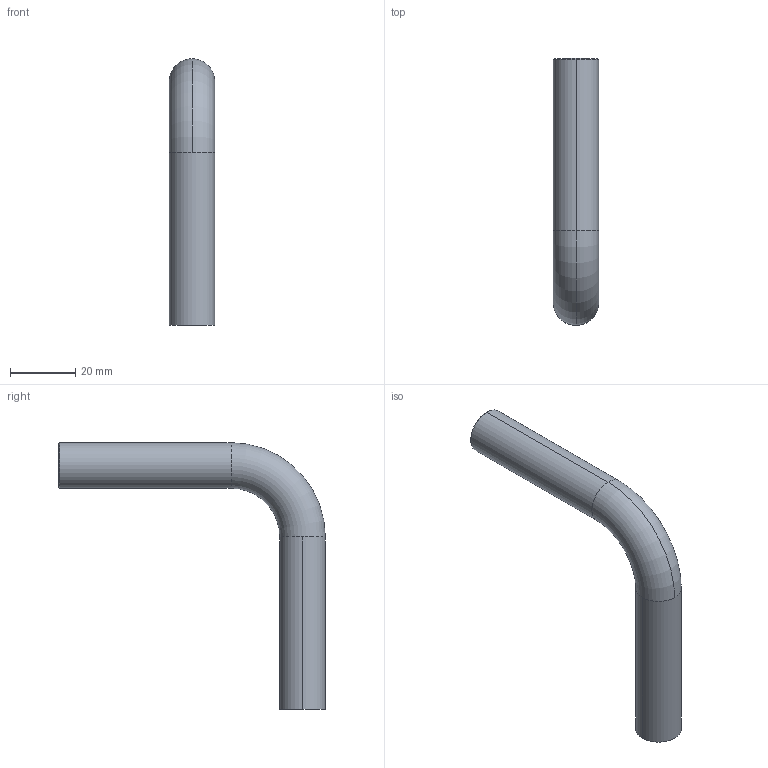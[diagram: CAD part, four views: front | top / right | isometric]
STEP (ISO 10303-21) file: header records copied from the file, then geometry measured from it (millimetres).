
FILE_DESCRIPTION (( 'STEP AP203' ), '1' );
FILE_NAME ('50248-240.STEP', '2020-09-22T14:13:10', ( '' ), ( '' ), 'SwSTEP 2.0', 'SolidWorks 2018', '' );
FILE_SCHEMA (( 'CONFIG_CONTROL_DESIGN' ));
Length unit declared in the file: millimetre
Products named in the file (2): 50248-240
Bounding box: 14 x 82 x 82 mm (x, y, z)
Volume: 20799.7 mm3; surface area: 6950.9 mm2
Topology: 1 solids, 1 shells, 247 faces, 649 edges, 429 vertices
Faces by surface type: plane 130, bspline 103, cone 6, cylinder 6, torus 2
Entity records: 13486 total; most frequent: CARTESIAN_POINT 7932, ORIENTED_EDGE 1294, DIRECTION 753, EDGE_CURVE 647, VERTEX_POINT 429, VECTOR 421, LINE 421, EDGE_LOOP 274
